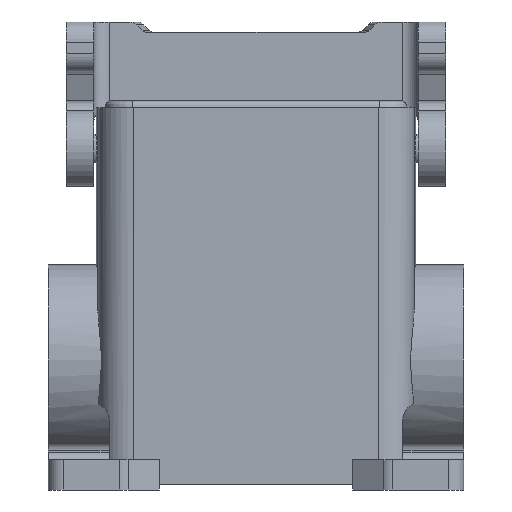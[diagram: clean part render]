
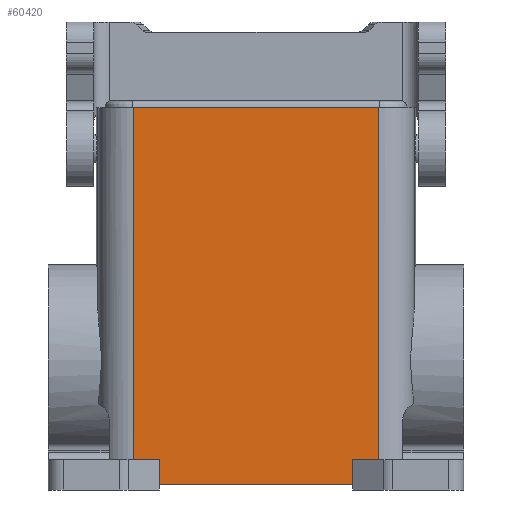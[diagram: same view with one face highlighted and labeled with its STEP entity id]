
A CAD part, front view. The second image highlights one B-rep face of the part: STEP entity #60420.
In plain terms, the highlighted face is planar.
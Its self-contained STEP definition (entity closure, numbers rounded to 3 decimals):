
#520=CARTESIAN_POINT('',(-13.647,-55.4,23.));
#530=VERTEX_POINT('',#520);
#560=CARTESIAN_POINT('',(-13.647,0.,23.));
#570=DIRECTION('',(0.,-1.,0.));
#580=VECTOR('',#570,1.);
#590=LINE('',#560,#580);
#600=CARTESIAN_POINT('',(-13.647,-50.4,23.));
#610=VERTEX_POINT('',#600);
#620=EDGE_CURVE('',#610,#530,#590,.T.);
#6070=CARTESIAN_POINT('',(-56.966,19.1,23.))
;
#6080=VERTEX_POINT('',#6070);
#6110=CARTESIAN_POINT('',(-56.966,0.,
23.));
#6120=DIRECTION('',(0.,-1.,0.));
#6130=VECTOR('',#6120,1.);
#6140=LINE('',#6110,#6130);
#6150=CARTESIAN_POINT('',(-56.966,-50.4,23.)
);
#6160=VERTEX_POINT('',#6150);
#6170=EDGE_CURVE('',#6080,#6160,#6140,.T.);
#10260=CARTESIAN_POINT('',(-51.847,-55.4,23.)
);
#10270=VERTEX_POINT('',#10260);
#10320=CARTESIAN_POINT('',(0.,-55.4,23.));
#10330=DIRECTION('',(1.,0.,0.));
#10340=VECTOR('',#10330,1.);
#10350=LINE('',#10320,#10340);
#10360=EDGE_CURVE('',#10270,#530,#10350,.T.);
#18630=CARTESIAN_POINT('',(0.,-50.4,23.));
#18640=DIRECTION('',(-1.,0.,0.));
#18650=VECTOR('',#18640,1.);
#18660=LINE('',#18630,#18650);
#18670=CARTESIAN_POINT('',(-8.527,-50.4,23.
));
#18680=VERTEX_POINT('',#18670);
#18690=EDGE_CURVE('',#18680,#610,#18660,.T.);
#30710=CARTESIAN_POINT('',(-8.527,19.1,23.)
);
#30720=VERTEX_POINT('',#30710);
#30750=CARTESIAN_POINT('',(0.,19.1,23.));
#30760=DIRECTION('',(1.,0.,0.));
#30770=VECTOR('',#30760,1.);
#30780=LINE('',#30750,#30770);
#30790=EDGE_CURVE('',#6080,#30720,#30780,.T.);
#44490=CARTESIAN_POINT('',(-51.847,-50.4,23.)
);
#44500=VERTEX_POINT('',#44490);
#44790=CARTESIAN_POINT('',(0.,-50.4,23.));
#44800=DIRECTION('',(1.,0.,0.));
#44810=VECTOR('',#44800,1.);
#44820=LINE('',#44790,#44810);
#44830=EDGE_CURVE('',#6160,#44500,#44820,.T.);
#59570=CARTESIAN_POINT('',(-8.527,0.,
23.));
#59580=DIRECTION('',(0.,-1.,0.));
#59590=VECTOR('',#59580,1.);
#59600=LINE('',#59570,#59590);
#59610=EDGE_CURVE('',#30720,#18680,#59600,.T.);
#60220=CARTESIAN_POINT('',(0.,19.1,23.));
#60230=DIRECTION('',(0.,0.,-1.));
#60240=DIRECTION('',(0.,-1.,0.));
#60250=AXIS2_PLACEMENT_3D('',#60220,#60230,#60240);
#60260=PLANE('',#60250);
#60270=ORIENTED_EDGE('',*,*,#620,.F.);
#60280=ORIENTED_EDGE('',*,*,#10360,.T.);
#60290=CARTESIAN_POINT('',(-51.847,0.,23.));
#60300=DIRECTION('',(0.,-1.,0.));
#60310=VECTOR('',#60300,1.);
#60320=LINE('',#60290,#60310);
#60330=EDGE_CURVE('',#44500,#10270,#60320,.T.);
#60340=ORIENTED_EDGE('',*,*,#60330,.T.);
#60350=ORIENTED_EDGE('',*,*,#44830,.T.);
#60360=ORIENTED_EDGE('',*,*,#6170,.T.);
#60370=ORIENTED_EDGE('',*,*,#30790,.F.);
#60380=ORIENTED_EDGE('',*,*,#59610,.F.);
#60390=ORIENTED_EDGE('',*,*,#18690,.F.);
#60400=EDGE_LOOP('',(#60390,#60380,#60370,#60360,#60350,#60340,#60280,
#60270));
#60410=FACE_OUTER_BOUND('',#60400,.T.);
#60420=ADVANCED_FACE('',(#60410),#60260,.F.);
